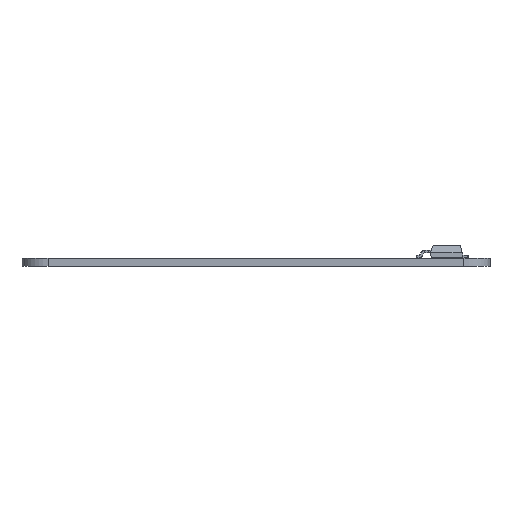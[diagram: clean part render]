
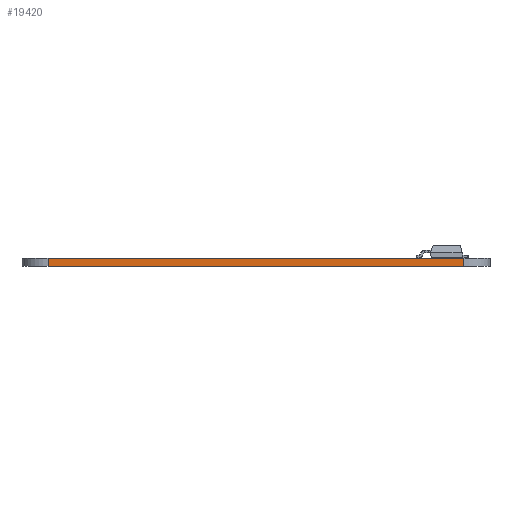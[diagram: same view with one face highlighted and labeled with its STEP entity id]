
A CAD part, left-side view. The second image highlights one B-rep face of the part: STEP entity #19420.
In plain terms, the highlighted planar face has unit normal (-1, 0, 0).
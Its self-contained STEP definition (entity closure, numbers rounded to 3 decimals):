
#5225 = CYLINDRICAL_SURFACE('',#5226,5.);
#5226 = AXIS2_PLACEMENT_3D('',#5227,#5228,#5229);
#5227 = CARTESIAN_POINT('',(-65.,-40.,0.));
#5228 = DIRECTION('',(-0.,-0.,-1.));
#5229 = DIRECTION('',(1.,0.,-0.));
#5253 = PLANE('',#5254);
#5254 = AXIS2_PLACEMENT_3D('',#5255,#5256,#5257);
#5255 = CARTESIAN_POINT('',(0.,0.,1.6));
#5256 = DIRECTION('',(0.,0.,1.));
#5257 = DIRECTION('',(1.,0.,-0.));
#5307 = PLANE('',#5308);
#5308 = AXIS2_PLACEMENT_3D('',#5309,#5310,#5311);
#5309 = CARTESIAN_POINT('',(0.,0.,0.));
#5310 = DIRECTION('',(0.,0.,1.));
#5311 = DIRECTION('',(1.,0.,-0.));
#5322 = EDGE_CURVE('',#5323,#5325,#5327,.T.);
#5323 = VERTEX_POINT('',#5324);
#5324 = CARTESIAN_POINT('',(-70.,-40.,0.));
#5325 = VERTEX_POINT('',#5326);
#5326 = CARTESIAN_POINT('',(-70.,-40.,1.6));
#5327 = SURFACE_CURVE('',#5328,(#5332,#5339),.PCURVE_S1.);
#5328 = LINE('',#5329,#5330);
#5329 = CARTESIAN_POINT('',(-70.,-40.,0.));
#5330 = VECTOR('',#5331,1.);
#5331 = DIRECTION('',(0.,0.,1.));
#5332 = PCURVE('',#5225,#5333);
#5333 = DEFINITIONAL_REPRESENTATION('',(#5334),#5338);
#5334 = LINE('',#5335,#5336);
#5335 = CARTESIAN_POINT('',(-3.142,0.));
#5336 = VECTOR('',#5337,1.);
#5337 = DIRECTION('',(-0.,-1.));
#5338 = ( GEOMETRIC_REPRESENTATION_CONTEXT(2) 
PARAMETRIC_REPRESENTATION_CONTEXT() REPRESENTATION_CONTEXT('2D SPACE',''
  ) );
#5339 = PCURVE('',#5340,#5345);
#5340 = PLANE('',#5341);
#5341 = AXIS2_PLACEMENT_3D('',#5342,#5343,#5344);
#5342 = CARTESIAN_POINT('',(-70.,40.,0.));
#5343 = DIRECTION('',(1.,0.,-0.));
#5344 = DIRECTION('',(0.,-1.,0.));
#5345 = DEFINITIONAL_REPRESENTATION('',(#5346),#5350);
#5346 = LINE('',#5347,#5348);
#5347 = CARTESIAN_POINT('',(80.,0.));
#5348 = VECTOR('',#5349,1.);
#5349 = DIRECTION('',(0.,-1.));
#5350 = ( GEOMETRIC_REPRESENTATION_CONTEXT(2) 
PARAMETRIC_REPRESENTATION_CONTEXT() REPRESENTATION_CONTEXT('2D SPACE',''
  ) );
#5561 = VERTEX_POINT('',#5562);
#5562 = CARTESIAN_POINT('',(-70.,40.,0.));
#5577 = CYLINDRICAL_SURFACE('',#5578,5.);
#5578 = AXIS2_PLACEMENT_3D('',#5579,#5580,#5581);
#5579 = CARTESIAN_POINT('',(-65.,40.,0.));
#5580 = DIRECTION('',(-0.,-0.,-1.));
#5581 = DIRECTION('',(1.,0.,-0.));
#5589 = EDGE_CURVE('',#5561,#5323,#5590,.T.);
#5590 = SURFACE_CURVE('',#5591,(#5595,#5602),.PCURVE_S1.);
#5591 = LINE('',#5592,#5593);
#5592 = CARTESIAN_POINT('',(-70.,40.,0.));
#5593 = VECTOR('',#5594,1.);
#5594 = DIRECTION('',(0.,-1.,0.));
#5595 = PCURVE('',#5307,#5596);
#5596 = DEFINITIONAL_REPRESENTATION('',(#5597),#5601);
#5597 = LINE('',#5598,#5599);
#5598 = CARTESIAN_POINT('',(-70.,40.));
#5599 = VECTOR('',#5600,1.);
#5600 = DIRECTION('',(0.,-1.));
#5601 = ( GEOMETRIC_REPRESENTATION_CONTEXT(2) 
PARAMETRIC_REPRESENTATION_CONTEXT() REPRESENTATION_CONTEXT('2D SPACE',''
  ) );
#5602 = PCURVE('',#5340,#5603);
#5603 = DEFINITIONAL_REPRESENTATION('',(#5604),#5608);
#5604 = LINE('',#5605,#5606);
#5605 = CARTESIAN_POINT('',(0.,0.));
#5606 = VECTOR('',#5607,1.);
#5607 = DIRECTION('',(1.,0.));
#5608 = ( GEOMETRIC_REPRESENTATION_CONTEXT(2) 
PARAMETRIC_REPRESENTATION_CONTEXT() REPRESENTATION_CONTEXT('2D SPACE',''
  ) );
#13134 = VERTEX_POINT('',#13135);
#13135 = CARTESIAN_POINT('',(-70.,40.,1.6));
#13157 = EDGE_CURVE('',#13134,#5325,#13158,.T.);
#13158 = SURFACE_CURVE('',#13159,(#13163,#13170),.PCURVE_S1.);
#13159 = LINE('',#13160,#13161);
#13160 = CARTESIAN_POINT('',(-70.,40.,1.6));
#13161 = VECTOR('',#13162,1.);
#13162 = DIRECTION('',(0.,-1.,0.));
#13163 = PCURVE('',#5253,#13164);
#13164 = DEFINITIONAL_REPRESENTATION('',(#13165),#13169);
#13165 = LINE('',#13166,#13167);
#13166 = CARTESIAN_POINT('',(-70.,40.));
#13167 = VECTOR('',#13168,1.);
#13168 = DIRECTION('',(0.,-1.));
#13169 = ( GEOMETRIC_REPRESENTATION_CONTEXT(2) 
PARAMETRIC_REPRESENTATION_CONTEXT() REPRESENTATION_CONTEXT('2D SPACE',''
  ) );
#13170 = PCURVE('',#5340,#13171);
#13171 = DEFINITIONAL_REPRESENTATION('',(#13172),#13176);
#13172 = LINE('',#13173,#13174);
#13173 = CARTESIAN_POINT('',(0.,-1.6));
#13174 = VECTOR('',#13175,1.);
#13175 = DIRECTION('',(1.,0.));
#13176 = ( GEOMETRIC_REPRESENTATION_CONTEXT(2) 
PARAMETRIC_REPRESENTATION_CONTEXT() REPRESENTATION_CONTEXT('2D SPACE',''
  ) );
#19420 = ADVANCED_FACE('',(#19421),#5340,.F.);
#19421 = FACE_BOUND('',#19422,.F.);
#19422 = EDGE_LOOP('',(#19423,#19444,#19445,#19446));
#19423 = ORIENTED_EDGE('',*,*,#19424,.T.);
#19424 = EDGE_CURVE('',#5561,#13134,#19425,.T.);
#19425 = SURFACE_CURVE('',#19426,(#19430,#19437),.PCURVE_S1.);
#19426 = LINE('',#19427,#19428);
#19427 = CARTESIAN_POINT('',(-70.,40.,0.));
#19428 = VECTOR('',#19429,1.);
#19429 = DIRECTION('',(0.,0.,1.));
#19430 = PCURVE('',#5340,#19431);
#19431 = DEFINITIONAL_REPRESENTATION('',(#19432),#19436);
#19432 = LINE('',#19433,#19434);
#19433 = CARTESIAN_POINT('',(0.,0.));
#19434 = VECTOR('',#19435,1.);
#19435 = DIRECTION('',(0.,-1.));
#19436 = ( GEOMETRIC_REPRESENTATION_CONTEXT(2) 
PARAMETRIC_REPRESENTATION_CONTEXT() REPRESENTATION_CONTEXT('2D SPACE',''
  ) );
#19437 = PCURVE('',#5577,#19438);
#19438 = DEFINITIONAL_REPRESENTATION('',(#19439),#19443);
#19439 = LINE('',#19440,#19441);
#19440 = CARTESIAN_POINT('',(-3.142,0.));
#19441 = VECTOR('',#19442,1.);
#19442 = DIRECTION('',(-0.,-1.));
#19443 = ( GEOMETRIC_REPRESENTATION_CONTEXT(2) 
PARAMETRIC_REPRESENTATION_CONTEXT() REPRESENTATION_CONTEXT('2D SPACE',''
  ) );
#19444 = ORIENTED_EDGE('',*,*,#13157,.T.);
#19445 = ORIENTED_EDGE('',*,*,#5322,.F.);
#19446 = ORIENTED_EDGE('',*,*,#5589,.F.);
